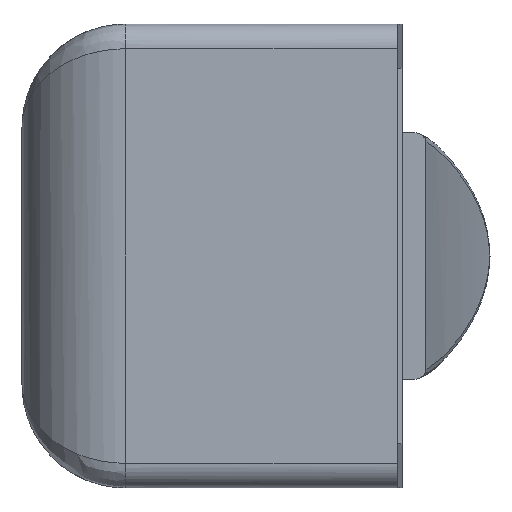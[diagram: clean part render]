
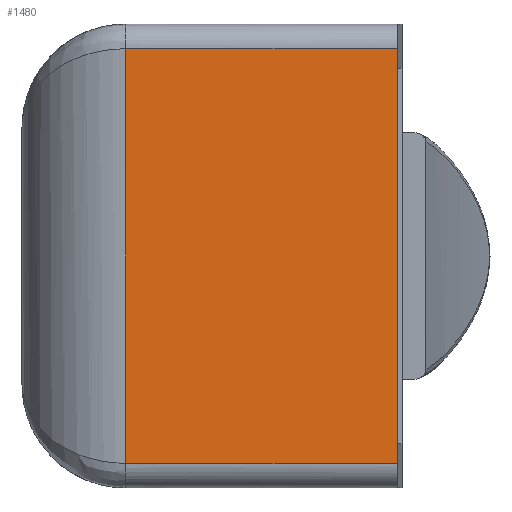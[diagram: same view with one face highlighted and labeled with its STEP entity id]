
A CAD part, left-side view. The second image highlights one B-rep face of the part: STEP entity #1480.
In plain terms, the highlighted planar face has unit normal (-1, 0, 0).
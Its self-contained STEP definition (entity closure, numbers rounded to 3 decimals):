
#31 = CARTESIAN_POINT ( 'NONE',  ( -2.9, 0.095, -4.2 ) ) ;
#53 = CARTESIAN_POINT ( 'NONE',  ( -2.9, 7.7, 4.7 ) ) ;
#74 = EDGE_CURVE ( 'NONE', #663, #955, #1302, .T. ) ;
#206 = CARTESIAN_POINT ( 'NONE',  ( -2.9, 0.095, -4.7 ) ) ;
#318 = DIRECTION ( 'NONE',  ( 0., 0., -1. ) ) ;
#332 = CARTESIAN_POINT ( 'NONE',  ( -2.9, 5.6, -4.2 ) ) ;
#339 = DIRECTION ( 'NONE',  ( 0., 0., 1. ) ) ;
#453 = ORIENTED_EDGE ( 'NONE', *, *, #1104, .T. ) ;
#457 = CARTESIAN_POINT ( 'NONE',  ( -2.9, 7.7, -4.2 ) ) ;
#517 = CARTESIAN_POINT ( 'NONE',  ( -2.9, 0.095, 4.2 ) ) ;
#567 = DIRECTION ( 'NONE',  ( 1., 0., 0. ) ) ;
#582 = PLANE ( 'NONE',  #1052 ) ;
#595 = DIRECTION ( 'NONE',  ( 0., -1., 0. ) ) ;
#614 = VERTEX_POINT ( 'NONE', #31 ) ;
#659 = ORIENTED_EDGE ( 'NONE', *, *, #943, .T. ) ;
#663 = VERTEX_POINT ( 'NONE', #517 ) ;
#666 = VECTOR ( 'NONE', #1468, 1000. ) ;
#851 = LINE ( 'NONE', #206, #1022 ) ;
#885 = LINE ( 'NONE', #457, #1182 ) ;
#922 = LINE ( 'NONE', #1664, #960 ) ;
#943 = EDGE_CURVE ( 'NONE', #1505, #614, #885, .T. ) ;
#949 = CARTESIAN_POINT ( 'NONE',  ( -2.9, 5.6, 4.2 ) ) ;
#955 = VERTEX_POINT ( 'NONE', #1453 ) ;
#960 = VECTOR ( 'NONE', #1675, 1000. ) ;
#1022 = VECTOR ( 'NONE', #339, 1000. ) ;
#1052 = AXIS2_PLACEMENT_3D ( 'NONE', #53, #567, #318 ) ;
#1056 = EDGE_LOOP ( 'NONE', ( #659, #1573, #1452, #453 ) ) ;
#1104 = EDGE_CURVE ( 'NONE', #955, #1505, #922, .T. ) ;
#1182 = VECTOR ( 'NONE', #595, 1000. ) ;
#1219 = FACE_OUTER_BOUND ( 'NONE', #1056, .T. ) ;
#1302 = LINE ( 'NONE', #949, #666 ) ;
#1452 = ORIENTED_EDGE ( 'NONE', *, *, #74, .T. ) ;
#1453 = CARTESIAN_POINT ( 'NONE',  ( -2.9, 5.6, 4.2 ) ) ;
#1468 = DIRECTION ( 'NONE',  ( 0., 1., 0. ) ) ;
#1480 = ADVANCED_FACE ( 'NONE', ( #1219 ), #582, .F. ) ;
#1505 = VERTEX_POINT ( 'NONE', #332 ) ;
#1526 = EDGE_CURVE ( 'NONE', #614, #663, #851, .T. ) ;
#1573 = ORIENTED_EDGE ( 'NONE', *, *, #1526, .T. ) ;
#1664 = CARTESIAN_POINT ( 'NONE',  ( -2.9, 5.6, 4.7 ) ) ;
#1675 = DIRECTION ( 'NONE',  ( 0., 0., -1. ) ) ;
